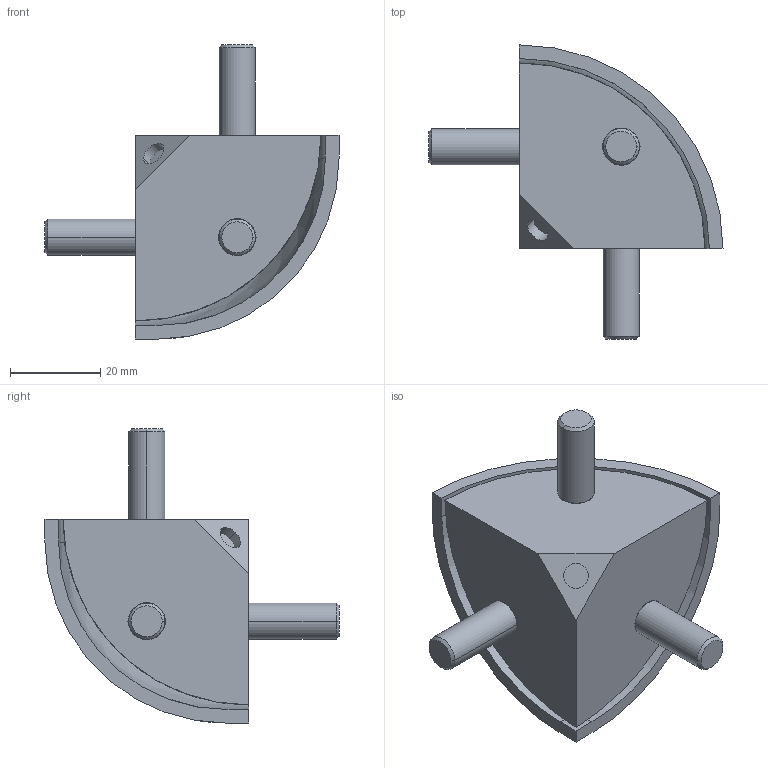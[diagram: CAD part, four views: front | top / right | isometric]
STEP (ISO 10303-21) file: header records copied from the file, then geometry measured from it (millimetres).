
FILE_DESCRIPTION((''),'2;1');
FILE_NAME('11114_KOTNIK_AL_VOGAL_45X45KPL_ASM','2022-09-16T13:43:13',('PredragRovcanin'),('Audax d.o.o.'),'CREO PARAMETRIC BY PTC INC, 2020281','CREO PARAMETRIC BY PTC INC, 2020281','');
FILE_SCHEMA(('AUTOMOTIVE_DESIGN { 1 0 10303 214 1 1 1 1 }'));
Length unit declared in the file: millimetre
Products named in the file (4): 11114_KOTNIK_AL_VOGAL_45X45_U10; L-DIN7991-M8X25; 11115_POKROV_VOG_KOT_45X45R_CRN; 11114_KOTNIK_AL_VOGAL_45X45KPL_ASM
Assembly tree (5 placements, depth 2):
  11114_KOTNIK_AL_VOGAL_45X45KPL_ASM
    11114_KOTNIK_AL_VOGAL_45X45_U10
    L-DIN7991-M8X25  x3
    11115_POKROV_VOG_KOT_45X45R_CRN
Bounding box: 65 x 65 x 65 mm (x, y, z)
Volume: 30065.2 mm3; surface area: 19914.3 mm2
Topology: 5 solids, 8 shells, 91 faces, 226 edges, 173 vertices
Faces by surface type: plane 44, cylinder 27, cone 18, bspline 2
Entity records: 3498 total; most frequent: CARTESIAN_POINT 422, DIRECTION 333, COLOUR_RGB 324, ORIENTED_EDGE 252, PRESENTATION_STYLE_ASSIGNMENT 149, STYLED_ITEM 149, CURVE_STYLE 145, EDGE_CURVE 128
